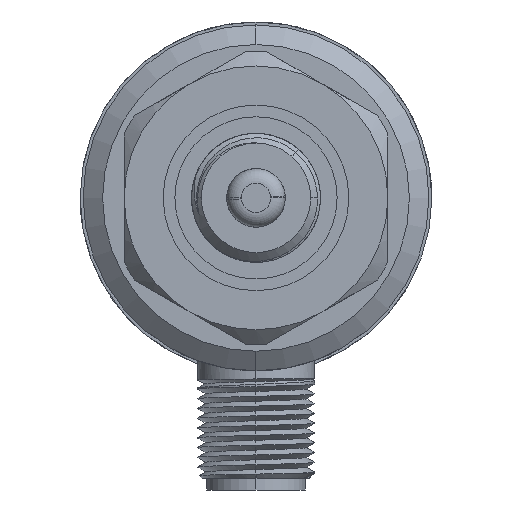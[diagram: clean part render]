
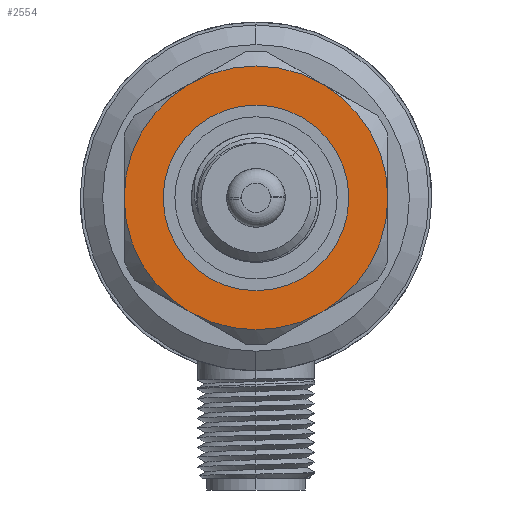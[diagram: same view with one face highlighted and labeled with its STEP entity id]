
A CAD part, left-side view. The second image highlights one B-rep face of the part: STEP entity #2554.
In plain terms, the highlighted face is planar.
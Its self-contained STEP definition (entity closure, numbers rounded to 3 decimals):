
#355 = CARTESIAN_POINT ( 'NONE',  ( 25., 6.75, 11.691 ) ) ;
#442 = EDGE_CURVE ( 'NONE', #9204, #13379, #13515, .T. ) ;
#533 = CARTESIAN_POINT ( 'NONE',  ( 25., 0., 0. ) ) ;
#568 = DIRECTION ( 'NONE',  ( 0., 0.5, 0.866 ) ) ;
#614 = DIRECTION ( 'NONE',  ( 0., 0.5, -0.866 ) ) ;
#1195 = FACE_OUTER_BOUND ( 'NONE', #1968, .T. ) ;
#1468 = DIRECTION ( 'NONE',  ( 1., 0., 0. ) ) ;
#1652 = EDGE_CURVE ( 'NONE', #6291, #17247, #10693, .T. ) ;
#1968 = EDGE_LOOP ( 'NONE', ( #7458, #16120, #18752, #12820, #11555, #10800 ) ) ;
#2035 = CIRCLE ( 'NONE', #12877, 13.5 ) ;
#2255 = CARTESIAN_POINT ( 'NONE',  ( 25., 6.75, -11.691 ) ) ;
#2554 = ADVANCED_FACE ( 'NONE', ( #1195, #10897 ), #7592, .T. ) ;
#2614 = VERTEX_POINT ( 'NONE', #12125 ) ;
#2680 = DIRECTION ( 'NONE',  ( 1., 0., 0. ) ) ;
#2724 = ORIENTED_EDGE ( 'NONE', *, *, #5977, .T. ) ;
#2787 = DIRECTION ( 'NONE',  ( 1., 0., 0. ) ) ;
#2958 = EDGE_LOOP ( 'NONE', ( #2724, #8940 ) ) ;
#3088 = CARTESIAN_POINT ( 'NONE',  ( 25., -6.75, -11.691 ) ) ;
#3155 = CARTESIAN_POINT ( 'NONE',  ( 25., 0., 0. ) ) ;
#3901 = VERTEX_POINT ( 'NONE', #16835 ) ;
#4639 = DIRECTION ( 'NONE',  ( 1., 0., 0. ) ) ;
#5040 = AXIS2_PLACEMENT_3D ( 'NONE', #11001, #16695, #568 ) ;
#5059 = CARTESIAN_POINT ( 'NONE',  ( 25., 0., 0. ) ) ;
#5148 = EDGE_CURVE ( 'NONE', #12660, #10214, #14346, .T. ) ;
#5640 = DIRECTION ( 'NONE',  ( -1., 0., 0. ) ) ;
#5977 = EDGE_CURVE ( 'NONE', #12660, #10214, #10821, .T. ) ;
#6052 = CIRCLE ( 'NONE', #17246, 13.5 ) ;
#6291 = VERTEX_POINT ( 'NONE', #355 ) ;
#6447 = DIRECTION ( 'NONE',  ( -1., 0., 0. ) ) ;
#6869 = EDGE_CURVE ( 'NONE', #13379, #2614, #2035, .T. ) ;
#7059 = DIRECTION ( 'NONE',  ( 0., 1., 0. ) ) ;
#7458 = ORIENTED_EDGE ( 'NONE', *, *, #1652, .T. ) ;
#7592 = PLANE ( 'NONE',  #10866 ) ;
#8053 = CARTESIAN_POINT ( 'NONE',  ( 25., 0., 0. ) ) ;
#8360 = CARTESIAN_POINT ( 'NONE',  ( 25., 0., 0. ) ) ;
#8940 = ORIENTED_EDGE ( 'NONE', *, *, #5148, .F. ) ;
#9027 = AXIS2_PLACEMENT_3D ( 'NONE', #8360, #2680, #18927 ) ;
#9204 = VERTEX_POINT ( 'NONE', #2255 ) ;
#9829 = AXIS2_PLACEMENT_3D ( 'NONE', #5059, #10733, #614 ) ;
#9924 = CARTESIAN_POINT ( 'NONE',  ( 25., -6.75, 11.691 ) ) ;
#10115 = DIRECTION ( 'NONE',  ( 0., 1., 0. ) ) ;
#10214 = VERTEX_POINT ( 'NONE', #18261 ) ;
#10498 = AXIS2_PLACEMENT_3D ( 'NONE', #19090, #2787, #10115 ) ;
#10551 = DIRECTION ( 'NONE',  ( 0., 1., 0. ) ) ;
#10693 = CIRCLE ( 'NONE', #5040, 13.5 ) ;
#10733 = DIRECTION ( 'NONE',  ( -1., 0., 0. ) ) ;
#10800 = ORIENTED_EDGE ( 'NONE', *, *, #15482, .T. ) ;
#10821 = CIRCLE ( 'NONE', #13617, 9.5 ) ;
#10840 = DIRECTION ( 'NONE',  ( -1., 0., 0. ) ) ;
#10866 = AXIS2_PLACEMENT_3D ( 'NONE', #13279, #1468, #10551 ) ;
#10897 = FACE_BOUND ( 'NONE', #2958, .T. ) ;
#11001 = CARTESIAN_POINT ( 'NONE',  ( 25., 0., 0. ) ) ;
#11089 = EDGE_CURVE ( 'NONE', #17247, #2614, #12986, .T. ) ;
#11555 = ORIENTED_EDGE ( 'NONE', *, *, #12402, .F. ) ;
#12081 = AXIS2_PLACEMENT_3D ( 'NONE', #3155, #4639, #16201 ) ;
#12125 = CARTESIAN_POINT ( 'NONE',  ( 25., -13.5, 0. ) ) ;
#12402 = EDGE_CURVE ( 'NONE', #3901, #9204, #6052, .T. ) ;
#12423 = CIRCLE ( 'NONE', #10498, 13.5 ) ;
#12458 = DIRECTION ( 'NONE',  ( 0., -0.5, -0.866 ) ) ;
#12660 = VERTEX_POINT ( 'NONE', #13633 ) ;
#12820 = ORIENTED_EDGE ( 'NONE', *, *, #442, .F. ) ;
#12877 = AXIS2_PLACEMENT_3D ( 'NONE', #8053, #6447, #12458 ) ;
#12986 = CIRCLE ( 'NONE', #12081, 13.5 ) ;
#13279 = CARTESIAN_POINT ( 'NONE',  ( 25., 0., 0. ) ) ;
#13379 = VERTEX_POINT ( 'NONE', #3088 ) ;
#13515 = CIRCLE ( 'NONE', #9829, 13.5 ) ;
#13617 = AXIS2_PLACEMENT_3D ( 'NONE', #533, #10840, #16720 ) ;
#13633 = CARTESIAN_POINT ( 'NONE',  ( 25., 9.5, 0. ) ) ;
#14346 = CIRCLE ( 'NONE', #9027, 9.5 ) ;
#15482 = EDGE_CURVE ( 'NONE', #3901, #6291, #12423, .T. ) ;
#16120 = ORIENTED_EDGE ( 'NONE', *, *, #11089, .T. ) ;
#16201 = DIRECTION ( 'NONE',  ( 0., -0.5, 0.866 ) ) ;
#16695 = DIRECTION ( 'NONE',  ( 1., 0., 0. ) ) ;
#16720 = DIRECTION ( 'NONE',  ( 0., 1., 0. ) ) ;
#16835 = CARTESIAN_POINT ( 'NONE',  ( 25., 13.5, 0. ) ) ;
#17246 = AXIS2_PLACEMENT_3D ( 'NONE', #18840, #5640, #7059 ) ;
#17247 = VERTEX_POINT ( 'NONE', #9924 ) ;
#18261 = CARTESIAN_POINT ( 'NONE',  ( 25., -9.5, 0. ) ) ;
#18752 = ORIENTED_EDGE ( 'NONE', *, *, #6869, .F. ) ;
#18840 = CARTESIAN_POINT ( 'NONE',  ( 25., 0., 0. ) ) ;
#18927 = DIRECTION ( 'NONE',  ( 0., 1., 0. ) ) ;
#19090 = CARTESIAN_POINT ( 'NONE',  ( 25., 0., 0. ) ) ;
